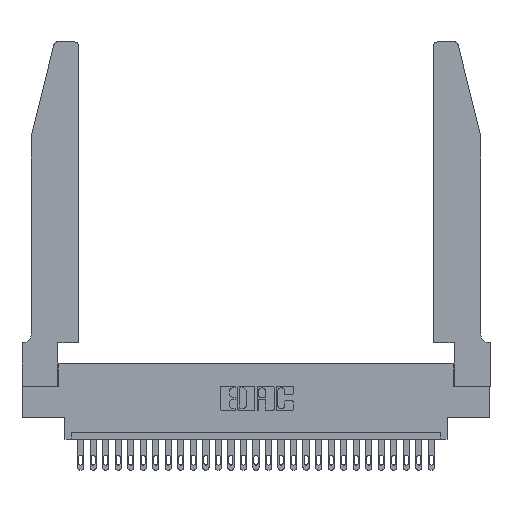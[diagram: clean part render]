
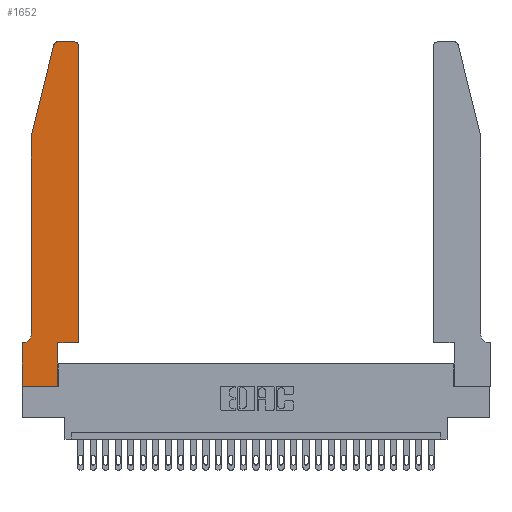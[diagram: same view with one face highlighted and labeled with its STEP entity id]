
A CAD part, top view. The second image highlights one B-rep face of the part: STEP entity #1652.
In plain terms, the highlighted planar face has unit normal (0, 0, 1).
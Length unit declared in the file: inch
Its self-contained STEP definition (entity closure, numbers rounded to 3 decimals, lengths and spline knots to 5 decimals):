
#64 = CARTESIAN_POINT ( 'NONE',  ( 0.4505, 0.35, 0.37 ) ) ;
#225 = CARTESIAN_POINT ( 'NONE',  ( 0., 0.35, 0.37 ) ) ;
#943 = CARTESIAN_POINT ( 'NONE',  ( 0.0755, 2., 0.37 ) ) ;
#1652 = ADVANCED_FACE ( 'NONE', ( #8118 ), #12408, .T. ) ;
#1686 = CARTESIAN_POINT ( 'NONE',  ( 0., 0.35, 0.37 ) ) ;
#2500 = DIRECTION ( 'NONE',  ( -1., 0., 0. ) ) ;
#2523 = ORIENTED_EDGE ( 'NONE', *, *, #4739, .T. ) ;
#2858 = VECTOR ( 'NONE', #12468, 39.37008 ) ;
#2871 = CARTESIAN_POINT ( 'NONE',  ( 0.0755, 0.35, 0.37 ) ) ;
#3089 = ORIENTED_EDGE ( 'NONE', *, *, #12124, .T. ) ;
#3384 = EDGE_CURVE ( 'NONE', #4156, #27671, #3497, .T. ) ;
#3497 = CIRCLE ( 'NONE', #5353, 0.07 ) ;
#3692 = EDGE_CURVE ( 'NONE', #17541, #22571, #27493, .T. ) ;
#3815 = CARTESIAN_POINT ( 'NONE',  ( 0.2865, 0.35, 0.37 ) ) ;
#4156 = VERTEX_POINT ( 'NONE', #9695 ) ;
#4170 = ORIENTED_EDGE ( 'NONE', *, *, #27330, .T. ) ;
#4402 = CARTESIAN_POINT ( 'NONE',  ( 0.0755, 2., 0.37 ) ) ;
#4739 = EDGE_CURVE ( 'NONE', #11238, #7708, #5488, .T. ) ;
#4782 = DIRECTION ( 'NONE',  ( 0., 0., -1. ) ) ;
#4871 = DIRECTION ( 'NONE',  ( -1., 0., 0. ) ) ;
#5160 = CARTESIAN_POINT ( 'NONE',  ( 0., 0., 0.37 ) ) ;
#5174 = EDGE_CURVE ( 'NONE', #27671, #9051, #24292, .T. ) ;
#5353 = AXIS2_PLACEMENT_3D ( 'NONE', #9084, #4782, #4871 ) ;
#5488 = CIRCLE ( 'NONE', #17024, 0.03 ) ;
#5733 = CARTESIAN_POINT ( 'NONE',  ( 0., 0., 0.37 ) ) ;
#6002 = CARTESIAN_POINT ( 'NONE',  ( 0.4205, 2.72, 0.37 ) ) ;
#6189 = DIRECTION ( 'NONE',  ( 0., 0., 1. ) ) ;
#7342 = DIRECTION ( 'NONE',  ( 0., -1., 0. ) ) ;
#7708 = VERTEX_POINT ( 'NONE', #24307 ) ;
#7908 = CARTESIAN_POINT ( 'NONE',  ( 0.284, 2.72, 0.37 ) ) ;
#7984 = EDGE_CURVE ( 'NONE', #18693, #11238, #22061, .T. ) ;
#8118 = FACE_OUTER_BOUND ( 'NONE', #9937, .T. ) ;
#8190 = VECTOR ( 'NONE', #2500, 39.37008 ) ;
#8234 = VERTEX_POINT ( 'NONE', #22400 ) ;
#8285 = DIRECTION ( 'NONE',  ( 0., 0., 1. ) ) ;
#8720 = VECTOR ( 'NONE', #10899, 39.37008 ) ;
#9051 = VERTEX_POINT ( 'NONE', #225 ) ;
#9084 = CARTESIAN_POINT ( 'NONE',  ( 0.0055, 0.42, 0.37 ) ) ;
#9220 = VERTEX_POINT ( 'NONE', #4402 ) ;
#9334 = DIRECTION ( 'NONE',  ( 0., -1., 0. ) ) ;
#9695 = CARTESIAN_POINT ( 'NONE',  ( 0.0755, 0.42, 0.37 ) ) ;
#9937 = EDGE_LOOP ( 'NONE', ( #25960, #2523, #10332, #21137, #17565, #26661, #3089, #13424, #4170, #24599, #27510, #21855 ) ) ;
#10173 = LINE ( 'NONE', #11759, #13921 ) ;
#10310 = DIRECTION ( 'NONE',  ( 1., 0., 0. ) ) ;
#10332 = ORIENTED_EDGE ( 'NONE', *, *, #19258, .T. ) ;
#10459 = CARTESIAN_POINT ( 'NONE',  ( 0.0755, 2., 0.37 ) ) ;
#10899 = DIRECTION ( 'NONE',  ( 0., 1., 0. ) ) ;
#10904 = VECTOR ( 'NONE', #26247, 39.37008 ) ;
#11128 = CARTESIAN_POINT ( 'NONE',  ( 0.2865, 0.35, 0.37 ) ) ;
#11238 = VERTEX_POINT ( 'NONE', #15674 ) ;
#11521 = CARTESIAN_POINT ( 'NONE',  ( 0.4205, 2.75, 0.37 ) ) ;
#11759 = CARTESIAN_POINT ( 'NONE',  ( 0., 0., 0.37 ) ) ;
#12082 = EDGE_CURVE ( 'NONE', #9220, #4156, #25301, .T. ) ;
#12095 = LINE ( 'NONE', #10459, #17878 ) ;
#12124 = EDGE_CURVE ( 'NONE', #9051, #17541, #10173, .T. ) ;
#12408 = PLANE ( 'NONE',  #18805 ) ;
#12468 = DIRECTION ( 'NONE',  ( -1., 0., 0. ) ) ;
#12477 = DIRECTION ( 'NONE',  ( -0.239, -0.971, 0. ) ) ;
#12736 = VECTOR ( 'NONE', #27699, 39.37008 ) ;
#13062 = CIRCLE ( 'NONE', #21856, 0.03 ) ;
#13179 = EDGE_CURVE ( 'NONE', #8234, #13382, #26234, .T. ) ;
#13382 = VERTEX_POINT ( 'NONE', #26577 ) ;
#13424 = ORIENTED_EDGE ( 'NONE', *, *, #3692, .T. ) ;
#13921 = VECTOR ( 'NONE', #9334, 39.37008 ) ;
#14481 = DIRECTION ( 'NONE',  ( 1., 0., 0. ) ) ;
#15358 = DIRECTION ( 'NONE',  ( 1., 0., 0. ) ) ;
#15674 = CARTESIAN_POINT ( 'NONE',  ( 0.284, 2.75, 0.37 ) ) ;
#15888 = CARTESIAN_POINT ( 'NONE',  ( 0.2865, 0., 0.37 ) ) ;
#15990 = VECTOR ( 'NONE', #7342, 39.37008 ) ;
#16238 = CARTESIAN_POINT ( 'NONE',  ( 0.0055, 0.35, 0.37 ) ) ;
#16500 = DIRECTION ( 'NONE',  ( 0., 0., 1. ) ) ;
#16672 = VERTEX_POINT ( 'NONE', #11128 ) ;
#17024 = AXIS2_PLACEMENT_3D ( 'NONE', #7908, #16500, #14481 ) ;
#17137 = CARTESIAN_POINT ( 'NONE',  ( 0.2605, 2.75, 0.37 ) ) ;
#17541 = VERTEX_POINT ( 'NONE', #5160 ) ;
#17565 = ORIENTED_EDGE ( 'NONE', *, *, #3384, .T. ) ;
#17878 = VECTOR ( 'NONE', #12477, 39.37008 ) ;
#18693 = VERTEX_POINT ( 'NONE', #11521 ) ;
#18805 = AXIS2_PLACEMENT_3D ( 'NONE', #1686, #8285, #27767 ) ;
#19258 = EDGE_CURVE ( 'NONE', #7708, #9220, #12095, .T. ) ;
#20566 = EDGE_CURVE ( 'NONE', #13382, #18693, #13062, .T. ) ;
#20942 = VECTOR ( 'NONE', #15358, 39.37008 ) ;
#21137 = ORIENTED_EDGE ( 'NONE', *, *, #12082, .T. ) ;
#21855 = ORIENTED_EDGE ( 'NONE', *, *, #20566, .T. ) ;
#21856 = AXIS2_PLACEMENT_3D ( 'NONE', #6002, #6189, #10310 ) ;
#22061 = LINE ( 'NONE', #17137, #2858 ) ;
#22400 = CARTESIAN_POINT ( 'NONE',  ( 0.4505, 0.35, 0.37 ) ) ;
#22571 = VERTEX_POINT ( 'NONE', #15888 ) ;
#24292 = LINE ( 'NONE', #2871, #8190 ) ;
#24307 = CARTESIAN_POINT ( 'NONE',  ( 0.25487, 2.72718, 0.37 ) ) ;
#24311 = CARTESIAN_POINT ( 'NONE',  ( 0.4505, 0.35, 0.37 ) ) ;
#24599 = ORIENTED_EDGE ( 'NONE', *, *, #28171, .T. ) ;
#25301 = LINE ( 'NONE', #943, #15990 ) ;
#25960 = ORIENTED_EDGE ( 'NONE', *, *, #7984, .T. ) ;
#26234 = LINE ( 'NONE', #24311, #8720 ) ;
#26247 = DIRECTION ( 'NONE',  ( 0., 1., 0. ) ) ;
#26577 = CARTESIAN_POINT ( 'NONE',  ( 0.4505, 2.72, 0.37 ) ) ;
#26661 = ORIENTED_EDGE ( 'NONE', *, *, #5174, .T. ) ;
#27035 = LINE ( 'NONE', #3815, #10904 ) ;
#27330 = EDGE_CURVE ( 'NONE', #22571, #16672, #27035, .T. ) ;
#27489 = LINE ( 'NONE', #64, #20942 ) ;
#27493 = LINE ( 'NONE', #5733, #12736 ) ;
#27510 = ORIENTED_EDGE ( 'NONE', *, *, #13179, .T. ) ;
#27671 = VERTEX_POINT ( 'NONE', #16238 ) ;
#27699 = DIRECTION ( 'NONE',  ( 1., 0., 0. ) ) ;
#27767 = DIRECTION ( 'NONE',  ( 1., 0., 0. ) ) ;
#28171 = EDGE_CURVE ( 'NONE', #16672, #8234, #27489, .T. ) ;
